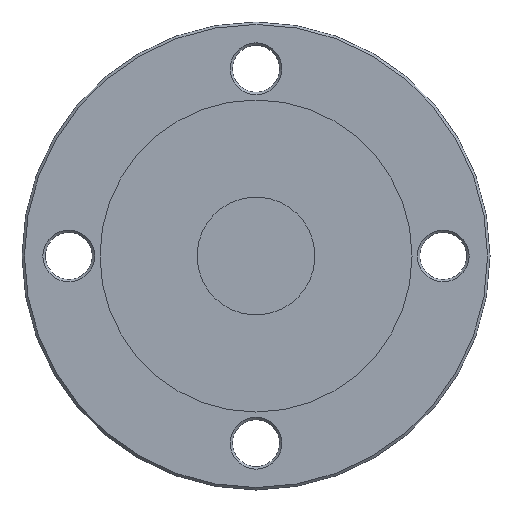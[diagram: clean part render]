
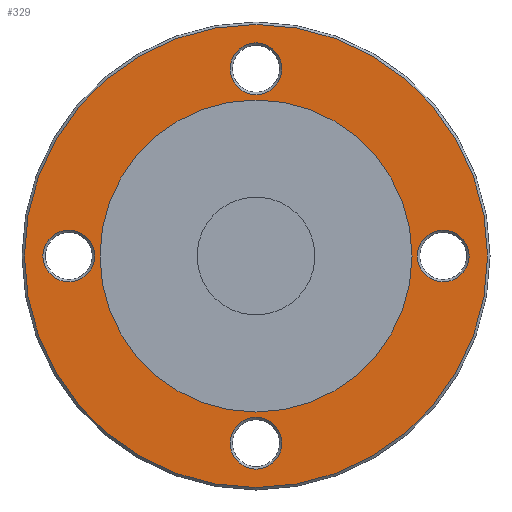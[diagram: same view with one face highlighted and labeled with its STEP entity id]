
A CAD part, front view. The second image highlights one B-rep face of the part: STEP entity #329.
In plain terms, the highlighted planar face has unit normal (0, -1, 0).
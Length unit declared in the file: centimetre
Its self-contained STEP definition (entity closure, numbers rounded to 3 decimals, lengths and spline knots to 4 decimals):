
#26=PLANE('',#373);
#45=FACE_BOUND('',#114,.T.);
#46=FACE_BOUND('',#115,.T.);
#47=FACE_BOUND('',#116,.T.);
#48=FACE_BOUND('',#117,.T.);
#49=FACE_BOUND('',#118,.T.);
#73=FACE_OUTER_BOUND('',#113,.T.);
#113=EDGE_LOOP('',(#253));
#114=EDGE_LOOP('',(#254));
#115=EDGE_LOOP('',(#255));
#116=EDGE_LOOP('',(#256));
#117=EDGE_LOOP('',(#257));
#118=EDGE_LOOP('',(#258));
#158=CIRCLE('',#372,1.055);
#159=CIRCLE('',#374,9.425);
#160=CIRCLE('',#375,1.055);
#161=CIRCLE('',#376,1.055);
#162=CIRCLE('',#377,6.35);
#163=CIRCLE('',#378,1.055);
#186=VERTEX_POINT('',#550);
#187=VERTEX_POINT('',#553);
#188=VERTEX_POINT('',#555);
#189=VERTEX_POINT('',#557);
#190=VERTEX_POINT('',#559);
#191=VERTEX_POINT('',#561);
#214=EDGE_CURVE('',#186,#186,#158,.T.);
#215=EDGE_CURVE('',#187,#187,#159,.T.);
#216=EDGE_CURVE('',#188,#188,#160,.T.);
#217=EDGE_CURVE('',#189,#189,#161,.T.);
#218=EDGE_CURVE('',#190,#190,#162,.T.);
#219=EDGE_CURVE('',#191,#191,#163,.T.);
#253=ORIENTED_EDGE('',*,*,#215,.F.);
#254=ORIENTED_EDGE('',*,*,#216,.F.);
#255=ORIENTED_EDGE('',*,*,#217,.F.);
#256=ORIENTED_EDGE('',*,*,#218,.F.);
#257=ORIENTED_EDGE('',*,*,#219,.F.);
#258=ORIENTED_EDGE('',*,*,#214,.F.);
#329=ADVANCED_FACE('',(#73,#45,#46,#47,#48,#49),#26,.T.);
#372=AXIS2_PLACEMENT_3D('',#551,#455,#456);
#373=AXIS2_PLACEMENT_3D('',#552,#457,#458);
#374=AXIS2_PLACEMENT_3D('',#554,#459,#460);
#375=AXIS2_PLACEMENT_3D('',#556,#461,#462);
#376=AXIS2_PLACEMENT_3D('',#558,#463,#464);
#377=AXIS2_PLACEMENT_3D('',#560,#465,#466);
#378=AXIS2_PLACEMENT_3D('',#562,#467,#468);
#455=DIRECTION('center_axis',(0.,-1.,0.));
#456=DIRECTION('ref_axis',(-1.,0.,0.));
#457=DIRECTION('center_axis',(0.,-1.,0.));
#458=DIRECTION('ref_axis',(0.,0.,-1.));
#459=DIRECTION('center_axis',(0.,1.,0.));
#460=DIRECTION('ref_axis',(-1.,0.,0.));
#461=DIRECTION('center_axis',(0.,-1.,0.));
#462=DIRECTION('ref_axis',(0.,0.,-1.));
#463=DIRECTION('center_axis',(0.,-1.,0.));
#464=DIRECTION('ref_axis',(0.,0.,1.));
#465=DIRECTION('center_axis',(0.,-1.,0.));
#466=DIRECTION('ref_axis',(1.,0.,0.));
#467=DIRECTION('center_axis',(0.,-1.,0.));
#468=DIRECTION('ref_axis',(1.,0.,0.));
#550=CARTESIAN_POINT('',(1.055,0.16,-7.62));
#551=CARTESIAN_POINT('Origin',(0.,0.16,-7.62));
#552=CARTESIAN_POINT('Origin',(7.9375,0.16,0.));
#553=CARTESIAN_POINT('',(9.425,0.16,0.));
#554=CARTESIAN_POINT('Origin',(0.,0.16,0.));
#555=CARTESIAN_POINT('',(7.62,0.16,1.055));
#556=CARTESIAN_POINT('Origin',(7.62,0.16,0.));
#557=CARTESIAN_POINT('',(-7.62,0.16,-1.055));
#558=CARTESIAN_POINT('Origin',(-7.62,0.16,0.));
#559=CARTESIAN_POINT('',(6.35,0.16,0.));
#560=CARTESIAN_POINT('Origin',(0.,0.16,0.));
#561=CARTESIAN_POINT('',(-1.055,0.16,7.62));
#562=CARTESIAN_POINT('Origin',(0.,0.16,7.62));
